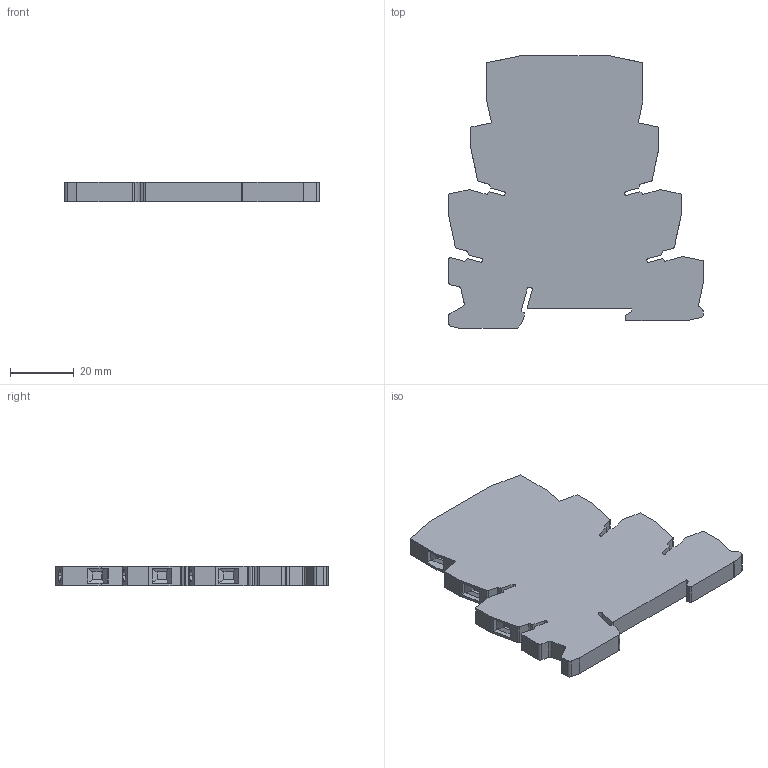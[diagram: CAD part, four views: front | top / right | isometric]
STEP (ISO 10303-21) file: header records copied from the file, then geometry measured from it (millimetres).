
FILE_DESCRIPTION(('SolidDesigner STEP Export'),'2;1');
FILE_NAME('2901486_ETD_BL_1T_OFF_CC_300S_PT-select.stp','2014-01-14T15:04:56',(''),(''),'Creo Elements/Direct Modeling STEP processor for AP214 (Solid Model)','Creo Elements/Direct Modeling 18.1 06-May-2012 (C) Parametric Technology GmbH','');
FILE_SCHEMA(('AUTOMOTIVE_DESIGN { 1 0 10303 214 1 1 1 1 }'));
Length unit declared in the file: millimetre
Products named in the file (2): 2901486_ETD_BL_1T_OFF_CC_300S_PT-select
Assembly tree (1 placements, depth 2):
  2901486_ETD_BL_1T_OFF_CC_300S_PT-select
    2901486_ETD_BL_1T_OFF_CC_300S_PT-select
Bounding box: 80 x 85.7 x 6.1 mm (x, y, z)
Volume: 30343.8 mm3; surface area: 13374.1 mm2
Topology: 1 solids, 1 shells, 216 faces, 567 edges, 364 vertices
Faces by surface type: plane 165, cylinder 47, extrusion 4
Entity records: 8030 total; most frequent: CARTESIAN_POINT 1305, ORIENTED_EDGE 1134, DIRECTION 1085, EDGE_CURVE 567, VECTOR 469, LINE 465, VERTEX_POINT 364, AXIS2_PLACEMENT_3D 308
